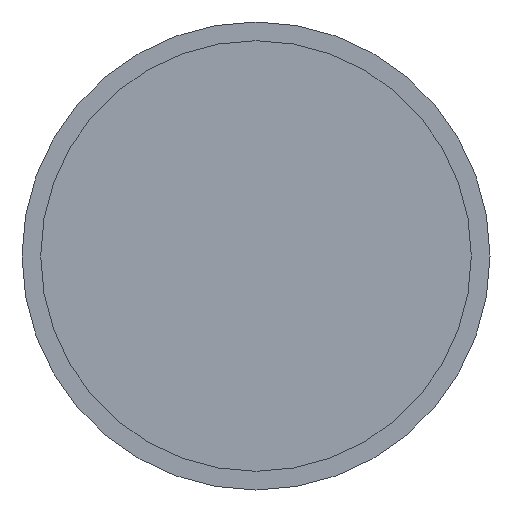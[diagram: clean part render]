
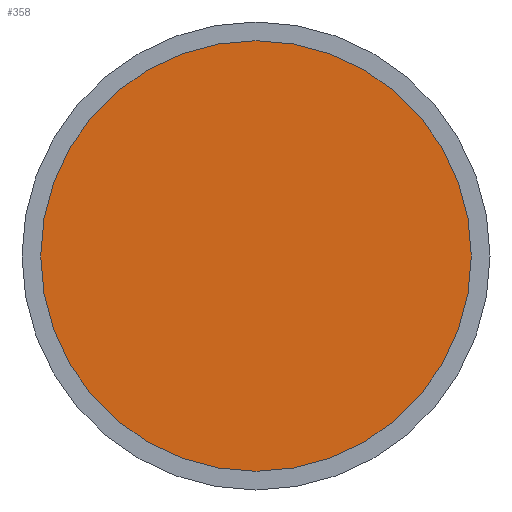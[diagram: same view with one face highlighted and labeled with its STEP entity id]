
A CAD part, front view. The second image highlights one B-rep face of the part: STEP entity #358.
In plain terms, the highlighted planar face has unit normal (0, -1, 0).
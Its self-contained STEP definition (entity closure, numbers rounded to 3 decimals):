
#32 = CARTESIAN_POINT ( 'NONE',  ( 0., 0., 0. ) ) ;
#61 = ORIENTED_EDGE ( 'NONE', *, *, #382, .T. ) ;
#114 = VERTEX_POINT ( 'NONE', #431 ) ;
#289 = FACE_OUTER_BOUND ( 'NONE', #1077, .T. ) ;
#319 = AXIS2_PLACEMENT_3D ( 'NONE', #392, #804, #1474 ) ;
#358 = ADVANCED_FACE ( 'NONE', ( #289 ), #822, .F. ) ;
#362 = VERTEX_POINT ( 'NONE', #1505 ) ;
#377 = CIRCLE ( 'NONE', #827, 23. ) ;
#382 = EDGE_CURVE ( 'NONE', #114, #362, #1552, .T. ) ;
#383 = CARTESIAN_POINT ( 'NONE',  ( 0., 0., 0. ) ) ;
#392 = CARTESIAN_POINT ( 'NONE',  ( 0., 0., 0. ) ) ;
#431 = CARTESIAN_POINT ( 'NONE',  ( 23., 0., 0. ) ) ;
#514 = DIRECTION ( 'NONE',  ( 0., -1., 0. ) ) ;
#557 = DIRECTION ( 'NONE',  ( 1., 0., 0. ) ) ;
#804 = DIRECTION ( 'NONE',  ( 0., 1., 0. ) ) ;
#822 = PLANE ( 'NONE',  #319 ) ;
#827 = AXIS2_PLACEMENT_3D ( 'NONE', #383, #514, #895 ) ;
#895 = DIRECTION ( 'NONE',  ( 1., 0., 0. ) ) ;
#912 = AXIS2_PLACEMENT_3D ( 'NONE', #32, #1107, #557 ) ;
#1006 = EDGE_CURVE ( 'NONE', #362, #114, #377, .T. ) ;
#1077 = EDGE_LOOP ( 'NONE', ( #61, #1219 ) ) ;
#1107 = DIRECTION ( 'NONE',  ( 0., -1., 0. ) ) ;
#1219 = ORIENTED_EDGE ( 'NONE', *, *, #1006, .T. ) ;
#1474 = DIRECTION ( 'NONE',  ( -1., 0., 0. ) ) ;
#1505 = CARTESIAN_POINT ( 'NONE',  ( -23., 0., 0. ) ) ;
#1552 = CIRCLE ( 'NONE', #912, 23. ) ;
